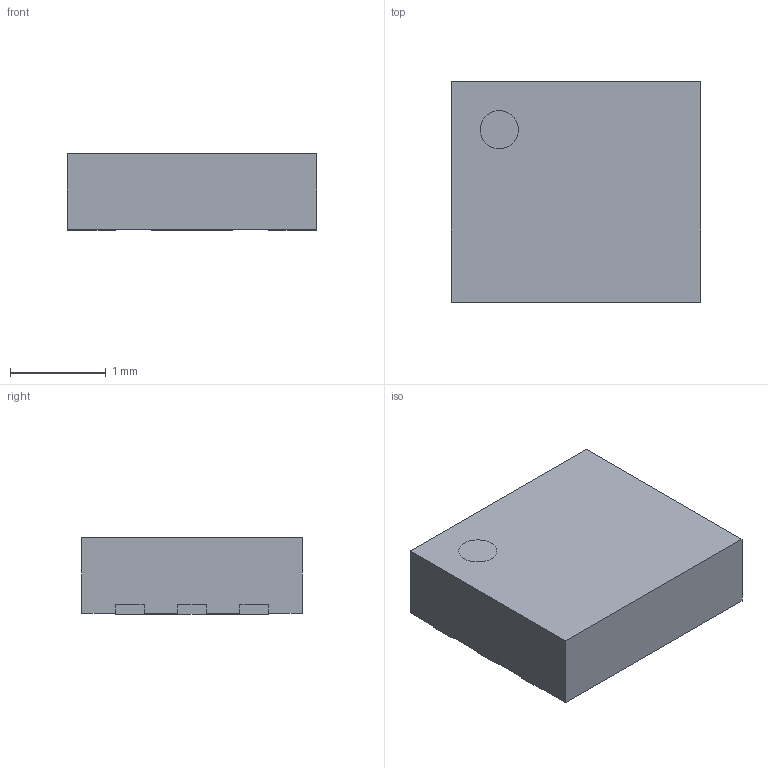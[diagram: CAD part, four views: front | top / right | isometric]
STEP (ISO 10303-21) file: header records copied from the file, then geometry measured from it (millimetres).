
FILE_DESCRIPTION((''),'2;1');
FILE_NAME('SON65P250X220X80-7N-R85X130.stp','2011-09-26T13:34:44',(''),(''),'Mechanical Desktop 2011','Mechanical Desktop 2011',', , ');
FILE_SCHEMA(('AUTOMOTIVE_DESIGN { 1 2 10303 214 1 1 1 1 }'));
Length unit declared in the file: millimetre
Products named in the file (1): Product
Bounding box: 2.6 x 2.3 x 0.8 mm (x, y, z)
Volume: 4.7 mm3; surface area: 25.8 mm2
Topology: 9 solids, 9 shells, 79 faces, 180 edges, 120 vertices
Faces by surface type: plane 75, cylinder 4
Entity records: 2233 total; most frequent: CARTESIAN_POINT 380, ORIENTED_EDGE 360, DIRECTION 348, EDGE_CURVE 180, VECTOR 172, LINE 172, VERTEX_POINT 120, AXIS2_PLACEMENT_3D 88
